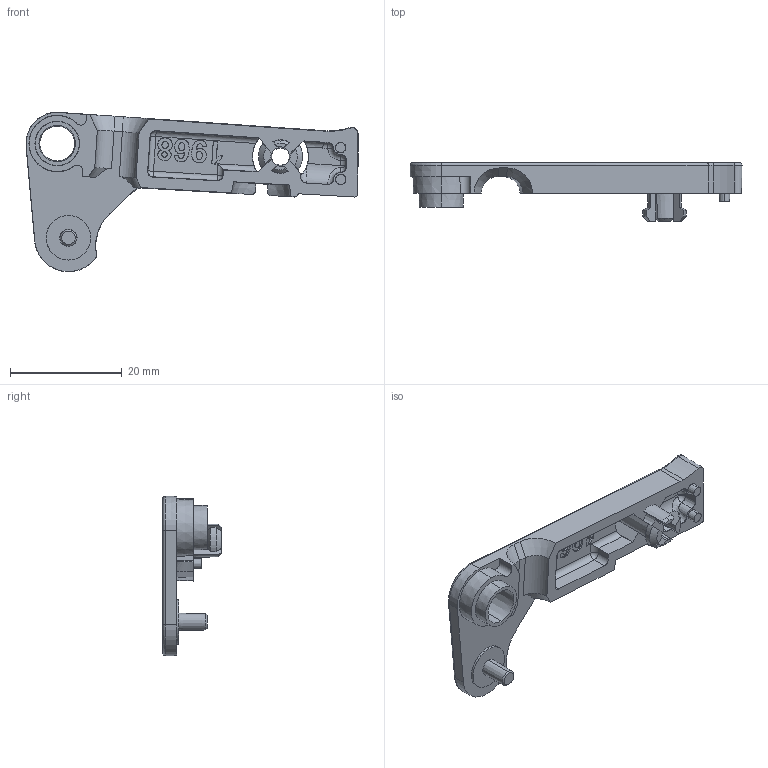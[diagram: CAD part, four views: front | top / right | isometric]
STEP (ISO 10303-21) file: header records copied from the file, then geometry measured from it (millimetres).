
FILE_DESCRIPTION (( 'STEP AP203' ), '1' );
FILE_NAME ('1968-J.STEP', '2016-09-28T18:19:20', ( '' ), ( '' ), 'SwSTEP 2.0', 'SolidWorks 2015', '' );
FILE_SCHEMA (( 'CONFIG_CONTROL_DESIGN' ));
Length unit declared in the file: millimetre
Products named in the file (1): 1968-J
Bounding box: 59.48 x 10.5 x 28.58 mm (x, y, z)
Volume: 3108 mm3; surface area: 3300 mm2
Topology: 1 solids, 1 shells, 238 faces, 627 edges, 392 vertices
Faces by surface type: plane 66, bspline 57, cone 54, cylinder 33, torus 14, sphere 14
Entity records: 10919 total; most frequent: CARTESIAN_POINT 5570, ORIENTED_EDGE 1234, DIRECTION 914, EDGE_CURVE 617, VERTEX_POINT 392, AXIS2_PLACEMENT_3D 368, EDGE_LOOP 257, FACE_OUTER_BOUND 238
